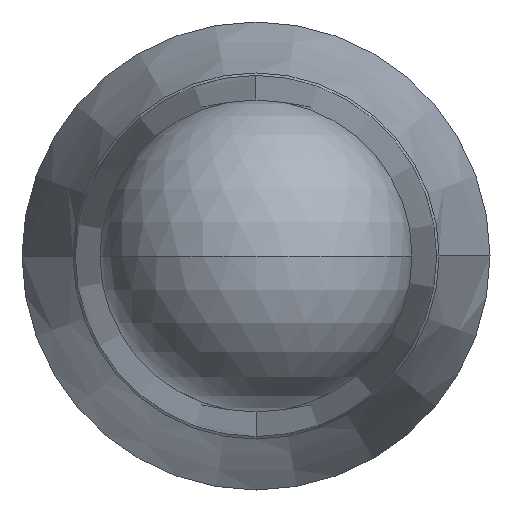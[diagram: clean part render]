
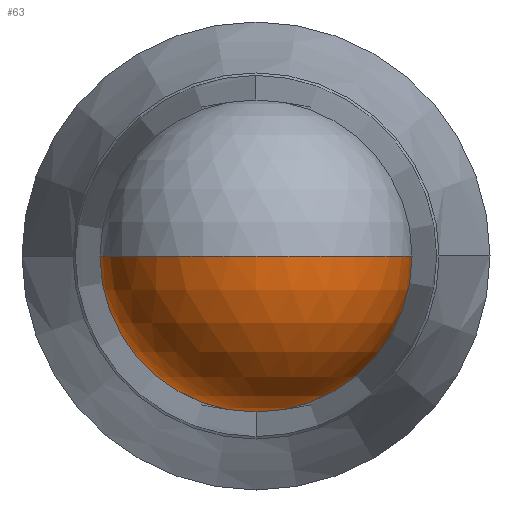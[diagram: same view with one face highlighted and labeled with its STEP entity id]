
A CAD part, front view. The second image highlights one B-rep face of the part: STEP entity #63.
In plain terms, the highlighted spherical face has radius 1.588 mm.
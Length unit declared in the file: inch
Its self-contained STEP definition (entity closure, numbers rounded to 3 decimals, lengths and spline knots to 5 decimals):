
#1 = CARTESIAN_POINT ( 'NONE',  ( 0., 0.06142, 0. ) ) ;
#8 = DIRECTION ( 'NONE',  ( 0., -1., 0. ) ) ;
#48 = DIRECTION ( 'NONE',  ( 0., 0., -1. ) ) ;
#63 = ADVANCED_FACE ( 'NONE', ( #225 ), #498, .T. ) ;
#66 = CARTESIAN_POINT ( 'NONE',  ( 0., 0.06251, 0. ) ) ;
#108 = CIRCLE ( 'NONE', #357, 0.0625 ) ;
#123 = CARTESIAN_POINT ( 'NONE',  ( 0., 0.06142, -0.0625 ) ) ;
#141 = DIRECTION ( 'NONE',  ( 0., 0., -1. ) ) ;
#171 = CARTESIAN_POINT ( 'NONE',  ( 0., 0.06251, 0. ) ) ;
#200 = CARTESIAN_POINT ( 'NONE',  ( 0.0625, 0.06142, 0. ) ) ;
#202 = VERTEX_POINT ( 'NONE', #123 ) ;
#212 = AXIS2_PLACEMENT_3D ( 'NONE', #171, #48, #411 ) ;
#225 = FACE_OUTER_BOUND ( 'NONE', #356, .T. ) ;
#247 = DIRECTION ( 'NONE',  ( 0., 0., -1. ) ) ;
#250 = ORIENTED_EDGE ( 'NONE', *, *, #407, .T. ) ;
#256 = EDGE_CURVE ( 'NONE', #202, #365, #401, .T. ) ;
#268 = DIRECTION ( 'NONE',  ( 0., 0., -1. ) ) ;
#271 = VERTEX_POINT ( 'NONE', #496 ) ;
#288 = ORIENTED_EDGE ( 'NONE', *, *, #422, .T. ) ;
#300 = EDGE_CURVE ( 'NONE', #271, #387, #323, .T. ) ;
#318 = AXIS2_PLACEMENT_3D ( 'NONE', #460, #268, #348 ) ;
#323 = CIRCLE ( 'NONE', #410, 0.06251 ) ;
#344 = CARTESIAN_POINT ( 'NONE',  ( 0., 0.06142, 0. ) ) ;
#348 = DIRECTION ( 'NONE',  ( -1., 0., 0. ) ) ;
#356 = EDGE_LOOP ( 'NONE', ( #288, #397, #250, #432 ) ) ;
#357 = AXIS2_PLACEMENT_3D ( 'NONE', #1, #8, #247 ) ;
#365 = VERTEX_POINT ( 'NONE', #200 ) ;
#385 = DIRECTION ( 'NONE',  ( 1., 0., 0. ) ) ;
#387 = VERTEX_POINT ( 'NONE', #491 ) ;
#397 = ORIENTED_EDGE ( 'NONE', *, *, #256, .T. ) ;
#401 = CIRCLE ( 'NONE', #443, 0.0625 ) ;
#407 = EDGE_CURVE ( 'NONE', #365, #387, #487, .T. ) ;
#410 = AXIS2_PLACEMENT_3D ( 'NONE', #66, #508, #385 ) ;
#411 = DIRECTION ( 'NONE',  ( -1., 0., 0. ) ) ;
#422 = EDGE_CURVE ( 'NONE', #271, #202, #108, .T. ) ;
#432 = ORIENTED_EDGE ( 'NONE', *, *, #300, .F. ) ;
#443 = AXIS2_PLACEMENT_3D ( 'NONE', #344, #501, #141 ) ;
#460 = CARTESIAN_POINT ( 'NONE',  ( 0., 0.06251, 0. ) ) ;
#487 = CIRCLE ( 'NONE', #212, 0.06251 ) ;
#491 = CARTESIAN_POINT ( 'NONE',  ( 0., 0., 0. ) ) ;
#496 = CARTESIAN_POINT ( 'NONE',  ( -0.0625, 0.06142, 0. ) ) ;
#498 = SPHERICAL_SURFACE ( 'NONE', #318, 0.06251 ) ;
#501 = DIRECTION ( 'NONE',  ( 0., -1., 0. ) ) ;
#508 = DIRECTION ( 'NONE',  ( 0., 0., 1. ) ) ;
